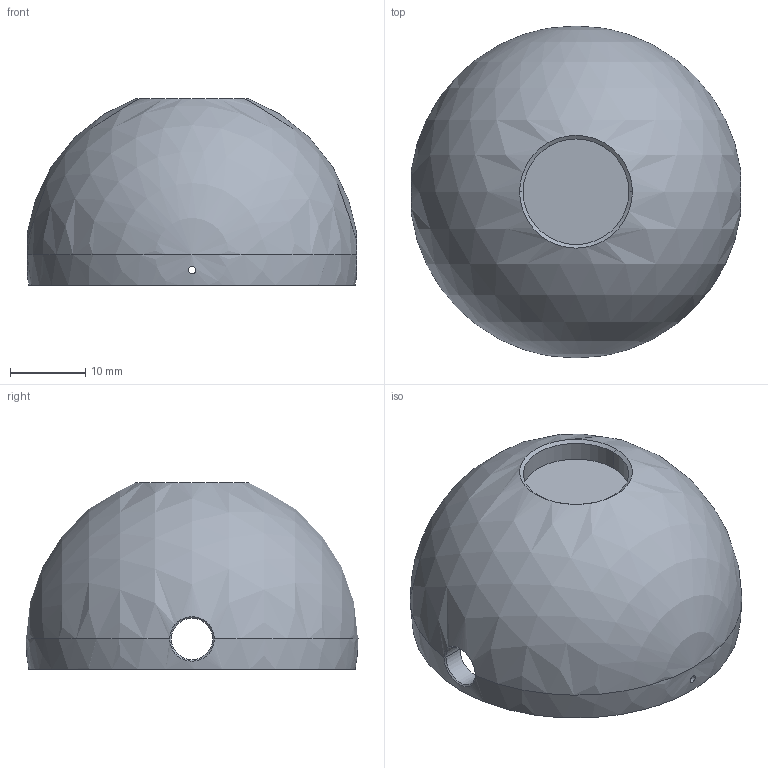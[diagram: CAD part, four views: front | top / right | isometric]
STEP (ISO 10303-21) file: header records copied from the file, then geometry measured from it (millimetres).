
FILE_DESCRIPTION(('Creo Elements/Direct Modeling STEP Export'),'2;1');
FILE_NAME('eyeshell.stp','2016-10-14T16:22:52',(''),(''),'Creo Elements/Direct Modeling STEP processor for AP214 (Solid Model)','Creo Elements/Direct Modeling 18.1C 24-Feb-2013 (C) Parametric Technology GmbH','');
FILE_SCHEMA(('AUTOMOTIVE_DESIGN { 1 0 10303 214 1 1 1 1 }'));
Length unit declared in the file: millimetre
Products named in the file (1): shell
Bounding box: 43.6 x 44 x 24.69 mm (x, y, z)
Volume: 5874.7 mm3; surface area: 7025.1 mm2
Topology: 1 solids, 1 shells, 30 faces, 82 edges, 48 vertices
Faces by surface type: cylinder 10, plane 9, cone 6, sphere 5
Entity records: 1633 total; most frequent: CARTESIAN_POINT 926, ORIENTED_EDGE 148, DIRECTION 130, EDGE_CURVE 74, AXIS2_PLACEMENT_3D 52, VERTEX_POINT 48, EDGE_LOOP 40, FACE_OUTER_BOUND 30
